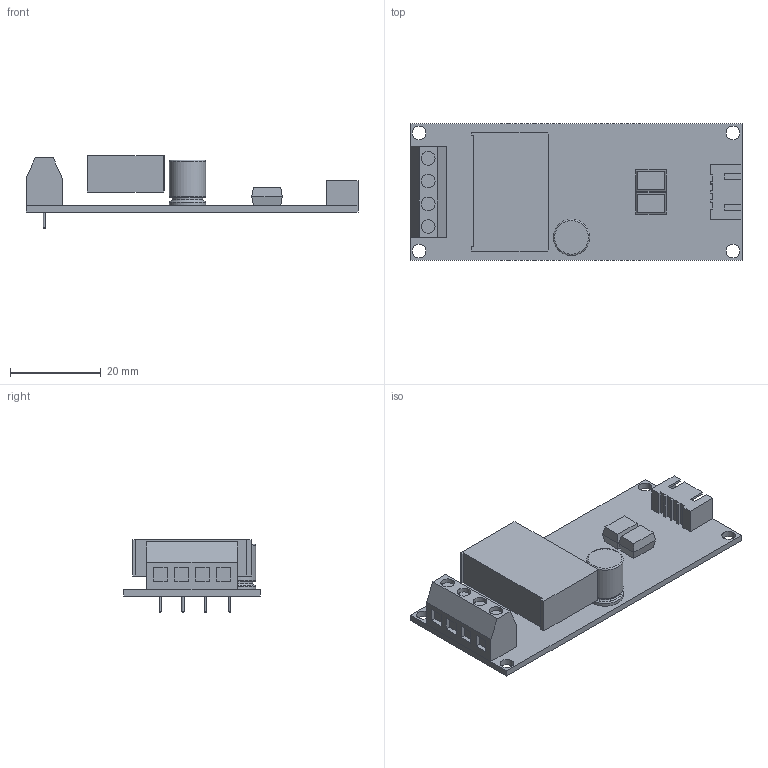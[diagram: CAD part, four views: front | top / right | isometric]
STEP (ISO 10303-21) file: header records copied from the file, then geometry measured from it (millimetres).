
FILE_DESCRIPTION(('FreeCAD Model'),'2;1');
FILE_NAME('Open CASCADE Shape Model','2022-04-26T09:53:57',( 'kicad StepUp'),('ksu MCAD'),'Open CASCADE STEP processor 7.5', 'FreeCAD','Unknown');
FILE_SCHEMA(('AUTOMOTIVE_DESIGN { 1 0 10303 214 1 1 1 1 }'));
Length unit declared in the file: millimetre
Products named in the file (8): PZEM_004T_100A_V3_0__cp007; PZEM_004T_100A_V3_0__cp; PZEM_004T_100A_V3_0__cp001; PZEM_004T_100A_V3_0__cp002; PZEM_004T_100A_V3_0__cp003; PZEM_004T_100A_V3_0__cp004; PZEM_004T_100A_V3_0__cp005; PZEM_004T_100A_V3_0__cp006
Assembly tree (7 placements, depth 2):
  PZEM_004T_100A_V3_0__cp007
    PZEM_004T_100A_V3_0__cp
    PZEM_004T_100A_V3_0__cp001
    PZEM_004T_100A_V3_0__cp002
    PZEM_004T_100A_V3_0__cp003
    PZEM_004T_100A_V3_0__cp004
    PZEM_004T_100A_V3_0__cp005
    PZEM_004T_100A_V3_0__cp006
Bounding box: 73 x 30 x 16 mm (x, y, z)
Volume: 8746.8 mm3; surface area: 8350.8 mm2
Topology: 7 solids, 7 shells, 144 faces, 340 edges, 224 vertices
Faces by surface type: plane 121, cylinder 15, cone 4, torus 4
Full cylindrical faces by diameter (mm): 0.5 x4, 3 x8, 6.688 x1, 8 x2
Entity records: 4309 total; most frequent: CARTESIAN_POINT 716, DIRECTION 696, ORIENTED_EDGE 680, EDGE_CURVE 340, LINE 288, VECTOR 288, VERTEX_POINT 224, AXIS2_PLACEMENT_3D 204
